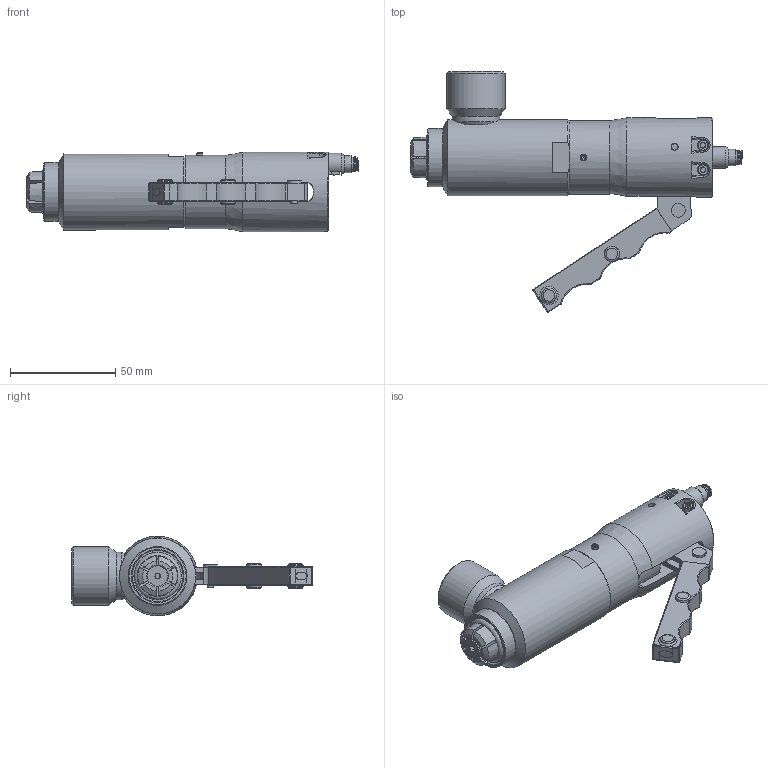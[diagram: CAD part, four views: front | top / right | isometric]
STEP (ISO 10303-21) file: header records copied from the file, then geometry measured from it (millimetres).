
FILE_DESCRIPTION(/* description */ (''),/* implementation_level */ '2;1');
FILE_NAME(/* name */ 'FNL082081CV04SSR.stp',/* time_stamp */ '2020-06-09T14:33:48-05:00',/* author */ ('jake.chandler'),/* organization */ ('FasTest,Inc.'),/* preprocessor_version */ 'ST-DEVELOPER v17.2',/* originating_system */ 'Autodesk Inventor 2019',/* authorisation */ '');
FILE_SCHEMA (('AUTOMOTIVE_DESIGN { 1 0 10303 214 3 1 1 }','PROCESS_PLANNING_SCHEMA'));
Length unit declared in the file: inch
Products named in the file (1): FNL082081CV04SSR_Shrinkwrap_1
Bounding box: 158.01 x 114.68 x 37.83 mm (x, y, z)
Volume: 151011.4 mm3; surface area: 33915.4 mm2
Topology: 3 solids, 3 shells, 408 faces, 1112 edges, 720 vertices
Faces by surface type: plane 183, cylinder 115, cone 71, bspline 17, torus 16, sphere 6
Full cylindrical faces by diameter (mm): 0.7 x6, 1.45 x1, 2.769 x1, 3.175 x2, 3.302 x2, 4.318 x1, 4.762 x1, 4.775 x2, 4.978 x1, 5.207 x2, 5.8 x1, 6.35 x1, 6.5 x1, 6.6 x1, 6.604 x1, 6.9 x1, 7.938 x2, 7.97 x1, 8.331 x1, 9.652 x1, 10.42 x1, 14.605 x1, 15.088 x1, 17.856 x1, 22.657 x1, 27.711 x1, 27.838 x1, 34.874 x1, 36.195 x1, 37.846 x1
Entity records: 14804 total; most frequent: CARTESIAN_POINT 4055, ORIENTED_EDGE 2194, DIRECTION 2118, EDGE_CURVE 1097, AXIS2_PLACEMENT_3D 828, VERTEX_POINT 721, LINE 462, VECTOR 462
